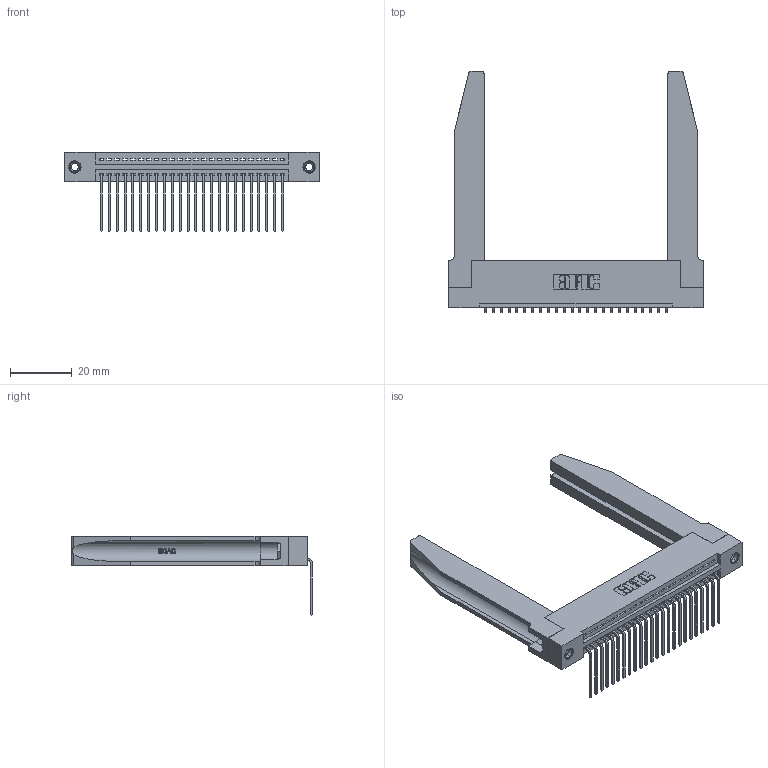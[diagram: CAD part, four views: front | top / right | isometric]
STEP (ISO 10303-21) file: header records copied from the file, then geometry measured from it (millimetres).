
FILE_DESCRIPTION (( 'STEP AP203' ), '1' );
FILE_NAME ('395-024-559-178.STEP', '2019-10-18T06:51:55', ( '' ), ( '' ), 'SwSTEP 2.0', 'SolidWorks 2016', '' );
FILE_SCHEMA (( 'CONFIG_CONTROL_DESIGN' ));
Length unit declared in the file: inch
Products named in the file (5): 345 Part_Flush Mounting Lugs - 0.156 Dia-TH; 345-250-001_345-250-001-102; 395-024-559-178; 345-220-078_345-220-078; 345-292-001_558 559 Tail - 1
Assembly tree (29 placements, depth 2):
  395-024-559-178
    345 Part_Flush Mounting Lugs - 0.156 Dia-TH
    345-292-001_558 559 Tail - 1  x24
    345-250-001_345-250-001-102  x2
    345-220-078_345-220-078  x2
Bounding box: 82.19 x 77.71 x 25.53 mm (x, y, z)
Volume: 15509.9 mm3; surface area: 17355.8 mm2
Topology: 29 solids, 29 shells, 1800 faces, 5317 edges, 3502 vertices
Faces by surface type: plane 1230, cylinder 518, bspline 36, cone 12, torus 4
Entity records: 25310 total; most frequent: CARTESIAN_POINT 5283, ORIENTED_EDGE 4138, DIRECTION 3647, EDGE_CURVE 2069, LINE 1747, VECTOR 1747, VERTEX_POINT 1372, AXIS2_PLACEMENT_3D 950
